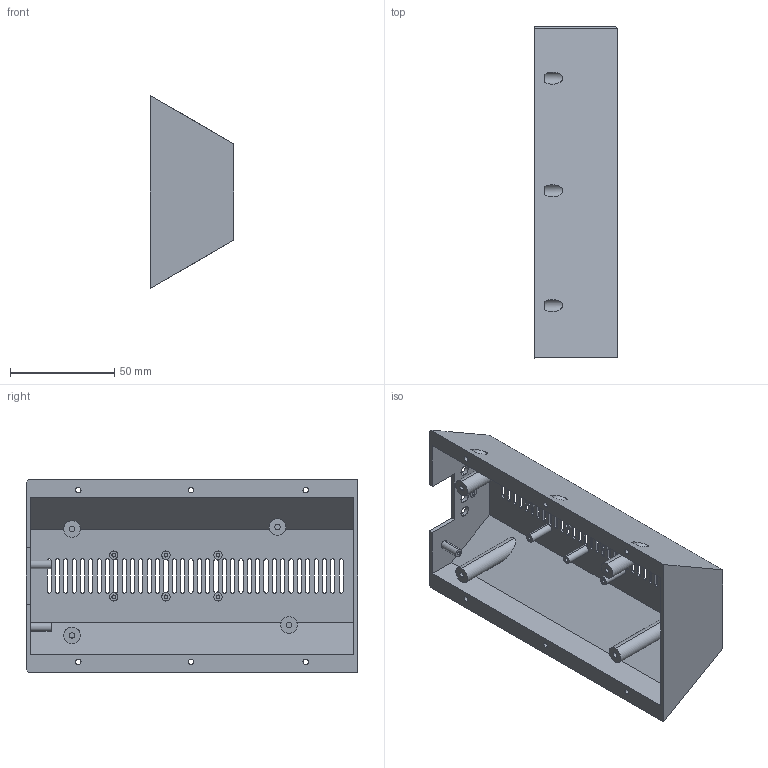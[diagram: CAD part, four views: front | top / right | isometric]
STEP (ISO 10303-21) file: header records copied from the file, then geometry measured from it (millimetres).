
FILE_DESCRIPTION (( 'STEP AP203' ), '1' );
FILE_NAME ('ED-E-top.STEP', '2015-09-17T21:21:55', ( '' ), ( '' ), 'SwSTEP 2.0', 'SolidWorks 2015', '' );
FILE_SCHEMA (( 'CONFIG_CONTROL_DESIGN' ));
Length unit declared in the file: millimetre
Products named in the file (1): ED-E-top
Bounding box: 40 x 159 x 92.38 mm (x, y, z)
Volume: 52241 mm3; surface area: 60676.4 mm2
Topology: 5 solids, 5 shells, 320 faces, 857 edges, 566 vertices
Faces by surface type: cylinder 185, plane 135
Entity records: 10402 total; most frequent: DIRECTION 1869, CARTESIAN_POINT 1804, ORIENTED_EDGE 1714, EDGE_CURVE 857, AXIS2_PLACEMENT_3D 708, VERTEX_POINT 566, LINE 453, VECTOR 453
